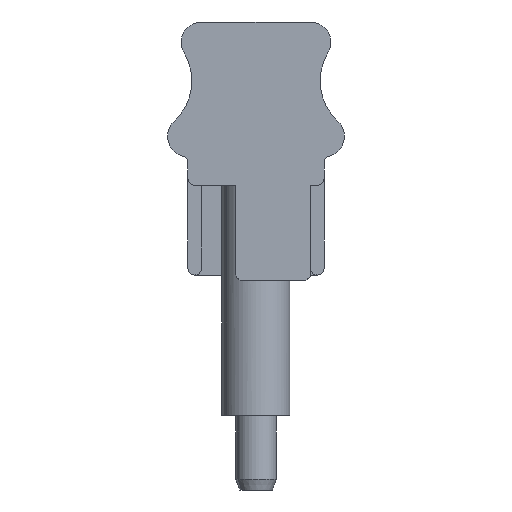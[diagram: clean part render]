
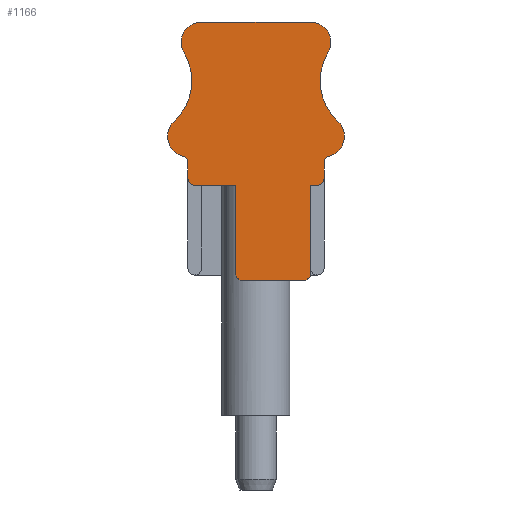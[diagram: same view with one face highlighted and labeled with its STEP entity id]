
A CAD part, left-side view. The second image highlights one B-rep face of the part: STEP entity #1166.
In plain terms, the highlighted planar face has unit normal (-1, 0, 0).
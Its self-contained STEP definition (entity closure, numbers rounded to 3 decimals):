
#935=AXIS2_PLACEMENT_3D('Circle Axis2P3D',#933,#934,$) ;
#1027=AXIS2_PLACEMENT_3D('Plane Axis2P3D',#1024,#1025,#1026) ;
#1031=AXIS2_PLACEMENT_3D('Circle Axis2P3D',#1029,#1030,$) ;
#1047=AXIS2_PLACEMENT_3D('Circle Axis2P3D',#1045,#1046,$) ;
#1059=AXIS2_PLACEMENT_3D('Circle Axis2P3D',#1057,#1058,$) ;
#1073=AXIS2_PLACEMENT_3D('Circle Axis2P3D',#1071,#1072,$) ;
#1080=AXIS2_PLACEMENT_3D('Circle Axis2P3D',#1078,#1079,$) ;
#1087=AXIS2_PLACEMENT_3D('Circle Axis2P3D',#1085,#1086,$) ;
#1094=AXIS2_PLACEMENT_3D('Circle Axis2P3D',#1092,#1093,$) ;
#1108=AXIS2_PLACEMENT_3D('Circle Axis2P3D',#1106,#1107,$) ;
#1115=AXIS2_PLACEMENT_3D('Circle Axis2P3D',#1113,#1114,$) ;
#1122=AXIS2_PLACEMENT_3D('Circle Axis2P3D',#1120,#1121,$) ;
#1129=AXIS2_PLACEMENT_3D('Circle Axis2P3D',#1127,#1128,$) ;
#928=CARTESIAN_POINT('Vertex',(0.,11.,22.4)) ;
#933=CARTESIAN_POINT('Axis2P3D Location',(0.,11.,22.9)) ;
#937=CARTESIAN_POINT('Vertex',(0.,11.5,22.9)) ;
#969=CARTESIAN_POINT('Vertex',(0.,2.,22.4)) ;
#974=CARTESIAN_POINT('Line Origine',(0.,2.25,22.4)) ;
#978=CARTESIAN_POINT('Vertex',(0.,2.5,22.4)) ;
#999=CARTESIAN_POINT('Vertex',(0.,8.,22.4)) ;
#1002=CARTESIAN_POINT('Line Origine',(0.,9.5,22.4)) ;
#1024=CARTESIAN_POINT('Axis2P3D Location',(0.,6.5,20.849)) ;
#1029=CARTESIAN_POINT('Axis2P3D Location',(0.,7.5,15.9)) ;
#1033=CARTESIAN_POINT('Vertex',(0.,7.5,15.4)) ;
#1035=CARTESIAN_POINT('Vertex',(0.,8.,15.9)) ;
#1038=CARTESIAN_POINT('Line Origine',(0.,5.25,15.4)) ;
#1042=CARTESIAN_POINT('Vertex',(0.,3.,15.4)) ;
#1045=CARTESIAN_POINT('Axis2P3D Location',(0.,3.,15.9)) ;
#1049=CARTESIAN_POINT('Vertex',(0.,2.5,15.9)) ;
#1052=CARTESIAN_POINT('Line Origine',(0.,2.5,19.15)) ;
#1057=CARTESIAN_POINT('Axis2P3D Location',(0.,2.,22.9)) ;
#1061=CARTESIAN_POINT('Vertex',(0.,1.5,22.9)) ;
#1064=CARTESIAN_POINT('Line Origine',(0.,1.5,23.482)) ;
#1068=CARTESIAN_POINT('Vertex',(0.,1.5,24.064)) ;
#1071=CARTESIAN_POINT('Axis2P3D Location',(0.,1.,24.064)) ;
#1075=CARTESIAN_POINT('Vertex',(0.,1.125,24.548)) ;
#1078=CARTESIAN_POINT('Axis2P3D Location',(0.,1.5,26.)) ;
#1082=CARTESIAN_POINT('Vertex',(0.,0.488,27.107)) ;
#1085=CARTESIAN_POINT('Axis2P3D Location',(0.,-2.21,30.06)) ;
#1089=CARTESIAN_POINT('Vertex',(0.,1.215,32.125)) ;
#1092=CARTESIAN_POINT('Axis2P3D Location',(0.,2.5,32.9)) ;
#1096=CARTESIAN_POINT('Vertex',(0.,2.5,34.4)) ;
#1099=CARTESIAN_POINT('Line Origine',(0.,6.5,34.4)) ;
#1103=CARTESIAN_POINT('Vertex',(0.,10.5,34.4)) ;
#1106=CARTESIAN_POINT('Axis2P3D Location',(0.,10.5,32.9)) ;
#1110=CARTESIAN_POINT('Vertex',(0.,11.785,32.125)) ;
#1113=CARTESIAN_POINT('Axis2P3D Location',(0.,15.21,30.06)) ;
#1117=CARTESIAN_POINT('Vertex',(0.,12.512,27.107)) ;
#1120=CARTESIAN_POINT('Axis2P3D Location',(0.,11.5,26.)) ;
#1124=CARTESIAN_POINT('Vertex',(0.,11.875,24.548)) ;
#1127=CARTESIAN_POINT('Axis2P3D Location',(0.,12.,24.064)) ;
#1131=CARTESIAN_POINT('Vertex',(0.,11.5,24.064)) ;
#1134=CARTESIAN_POINT('Line Origine',(0.,11.5,23.482)) ;
#1139=CARTESIAN_POINT('Line Origine',(0.,8.,19.15)) ;
#934=DIRECTION('Axis2P3D Direction',(1.,0.,0.)) ;
#975=DIRECTION('Vector Direction',(0.,-1.,0.)) ;
#1003=DIRECTION('Vector Direction',(0.,-1.,0.)) ;
#1025=DIRECTION('Axis2P3D Direction',(1.,0.,0.)) ;
#1026=DIRECTION('Axis2P3D XDirection',(0.,0.,1.)) ;
#1030=DIRECTION('Axis2P3D Direction',(1.,0.,0.)) ;
#1039=DIRECTION('Vector Direction',(0.,-1.,0.)) ;
#1046=DIRECTION('Axis2P3D Direction',(1.,0.,0.)) ;
#1053=DIRECTION('Vector Direction',(0.,0.,1.)) ;
#1058=DIRECTION('Axis2P3D Direction',(1.,0.,0.)) ;
#1065=DIRECTION('Vector Direction',(0.,0.,1.)) ;
#1072=DIRECTION('Axis2P3D Direction',(1.,0.,0.)) ;
#1079=DIRECTION('Axis2P3D Direction',(1.,0.,0.)) ;
#1086=DIRECTION('Axis2P3D Direction',(1.,0.,0.)) ;
#1093=DIRECTION('Axis2P3D Direction',(1.,0.,0.)) ;
#1100=DIRECTION('Vector Direction',(0.,-1.,0.)) ;
#1107=DIRECTION('Axis2P3D Direction',(1.,0.,0.)) ;
#1114=DIRECTION('Axis2P3D Direction',(1.,0.,0.)) ;
#1121=DIRECTION('Axis2P3D Direction',(1.,0.,0.)) ;
#1128=DIRECTION('Axis2P3D Direction',(1.,0.,0.)) ;
#1135=DIRECTION('Vector Direction',(0.,0.,1.)) ;
#1140=DIRECTION('Vector Direction',(0.,0.,1.)) ;
#976=VECTOR('Line Direction',#975,1.) ;
#1004=VECTOR('Line Direction',#1003,1.) ;
#1040=VECTOR('Line Direction',#1039,1.) ;
#1054=VECTOR('Line Direction',#1053,1.) ;
#1066=VECTOR('Line Direction',#1065,1.) ;
#1101=VECTOR('Line Direction',#1100,1.) ;
#1136=VECTOR('Line Direction',#1135,1.) ;
#1141=VECTOR('Line Direction',#1140,1.) ;
#1145=ORIENTED_EDGE('',*,*,#1037,.F.) ;
#1146=ORIENTED_EDGE('',*,*,#1044,.F.) ;
#1147=ORIENTED_EDGE('',*,*,#1051,.F.) ;
#1148=ORIENTED_EDGE('',*,*,#1056,.F.) ;
#1149=ORIENTED_EDGE('',*,*,#980,.F.) ;
#1150=ORIENTED_EDGE('',*,*,#1063,.F.) ;
#1151=ORIENTED_EDGE('',*,*,#1070,.F.) ;
#1152=ORIENTED_EDGE('',*,*,#1077,.F.) ;
#1153=ORIENTED_EDGE('',*,*,#1084,.F.) ;
#1154=ORIENTED_EDGE('',*,*,#1091,.F.) ;
#1155=ORIENTED_EDGE('',*,*,#1098,.F.) ;
#1156=ORIENTED_EDGE('',*,*,#1105,.F.) ;
#1157=ORIENTED_EDGE('',*,*,#1112,.F.) ;
#1158=ORIENTED_EDGE('',*,*,#1119,.F.) ;
#1159=ORIENTED_EDGE('',*,*,#1126,.F.) ;
#1160=ORIENTED_EDGE('',*,*,#1133,.F.) ;
#1161=ORIENTED_EDGE('',*,*,#1138,.F.) ;
#1162=ORIENTED_EDGE('',*,*,#939,.F.) ;
#1163=ORIENTED_EDGE('',*,*,#1006,.F.) ;
#1164=ORIENTED_EDGE('',*,*,#1143,.F.) ;
#1166=ADVANCED_FACE('Part1.1\\PartBody',(#1165),#1028,.F.) ;
#936=CIRCLE('generated circle',#935,0.5) ;
#1032=CIRCLE('generated circle',#1031,0.5) ;
#1048=CIRCLE('generated circle',#1047,0.5) ;
#1060=CIRCLE('generated circle',#1059,0.5) ;
#1074=CIRCLE('generated circle',#1073,0.5) ;
#1081=CIRCLE('generated circle',#1080,1.5) ;
#1088=CIRCLE('generated circle',#1087,4.) ;
#1095=CIRCLE('generated circle',#1094,1.5) ;
#1109=CIRCLE('generated circle',#1108,1.5) ;
#1116=CIRCLE('generated circle',#1115,4.) ;
#1123=CIRCLE('generated circle',#1122,1.5) ;
#1130=CIRCLE('generated circle',#1129,0.5) ;
#939=EDGE_CURVE('',#929,#938,#936,.T.) ;
#980=EDGE_CURVE('',#970,#979,#977,.F.) ;
#1006=EDGE_CURVE('',#1000,#929,#1005,.F.) ;
#1037=EDGE_CURVE('',#1034,#1036,#1032,.T.) ;
#1044=EDGE_CURVE('',#1043,#1034,#1041,.F.) ;
#1051=EDGE_CURVE('',#1050,#1043,#1048,.T.) ;
#1056=EDGE_CURVE('',#979,#1050,#1055,.F.) ;
#1063=EDGE_CURVE('',#1062,#970,#1060,.T.) ;
#1070=EDGE_CURVE('',#1069,#1062,#1067,.F.) ;
#1077=EDGE_CURVE('',#1076,#1069,#1074,.F.) ;
#1084=EDGE_CURVE('',#1083,#1076,#1081,.T.) ;
#1091=EDGE_CURVE('',#1090,#1083,#1088,.F.) ;
#1098=EDGE_CURVE('',#1097,#1090,#1095,.T.) ;
#1105=EDGE_CURVE('',#1104,#1097,#1102,.T.) ;
#1112=EDGE_CURVE('',#1111,#1104,#1109,.T.) ;
#1119=EDGE_CURVE('',#1118,#1111,#1116,.F.) ;
#1126=EDGE_CURVE('',#1125,#1118,#1123,.T.) ;
#1133=EDGE_CURVE('',#1132,#1125,#1130,.F.) ;
#1138=EDGE_CURVE('',#938,#1132,#1137,.T.) ;
#1143=EDGE_CURVE('',#1036,#1000,#1142,.T.) ;
#1144=EDGE_LOOP('',(#1145,#1146,#1147,#1148,#1149,#1150,#1151,#1152,#1153,#1154,#1155,#1156,#1157,#1158,#1159,#1160,#1161,#1162,#1163,#1164)) ;
#1165=FACE_OUTER_BOUND('',#1144,.T.) ;
#977=LINE('Line',#974,#976) ;
#1005=LINE('Line',#1002,#1004) ;
#1041=LINE('Line',#1038,#1040) ;
#1055=LINE('Line',#1052,#1054) ;
#1067=LINE('Line',#1064,#1066) ;
#1102=LINE('Line',#1099,#1101) ;
#1137=LINE('Line',#1134,#1136) ;
#1142=LINE('Line',#1139,#1141) ;
#1028=PLANE('',#1027) ;
#929=VERTEX_POINT('',#928) ;
#938=VERTEX_POINT('',#937) ;
#970=VERTEX_POINT('',#969) ;
#979=VERTEX_POINT('',#978) ;
#1000=VERTEX_POINT('',#999) ;
#1034=VERTEX_POINT('',#1033) ;
#1036=VERTEX_POINT('',#1035) ;
#1043=VERTEX_POINT('',#1042) ;
#1050=VERTEX_POINT('',#1049) ;
#1062=VERTEX_POINT('',#1061) ;
#1069=VERTEX_POINT('',#1068) ;
#1076=VERTEX_POINT('',#1075) ;
#1083=VERTEX_POINT('',#1082) ;
#1090=VERTEX_POINT('',#1089) ;
#1097=VERTEX_POINT('',#1096) ;
#1104=VERTEX_POINT('',#1103) ;
#1111=VERTEX_POINT('',#1110) ;
#1118=VERTEX_POINT('',#1117) ;
#1125=VERTEX_POINT('',#1124) ;
#1132=VERTEX_POINT('',#1131) ;
